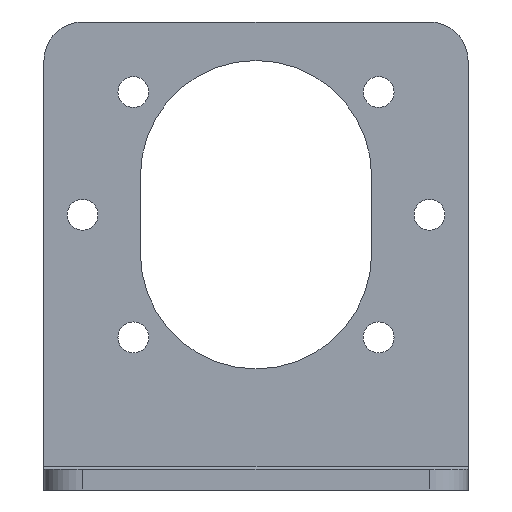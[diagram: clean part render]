
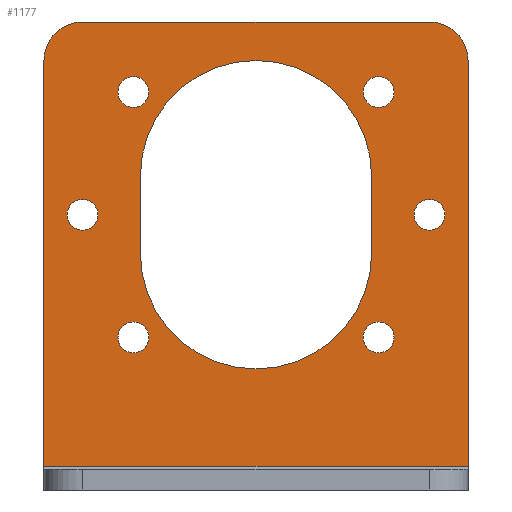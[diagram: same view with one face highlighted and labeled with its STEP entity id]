
A CAD part, front view. The second image highlights one B-rep face of the part: STEP entity #1177.
In plain terms, the highlighted planar face has unit normal (0, -1, 0).
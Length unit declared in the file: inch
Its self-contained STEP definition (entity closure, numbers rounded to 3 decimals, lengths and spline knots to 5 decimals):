
#5=DIRECTION('',(0.,0.,-1.));
#6=VECTOR('',#5,2.63);
#7=CARTESIAN_POINT('',(-1.375,-0.135,2.785));
#8=LINE('',#7,#6);
#121=DIRECTION('',(0.,0.,-1.));
#122=VECTOR('',#121,2.63);
#123=CARTESIAN_POINT('',(1.375,-0.135,2.785));
#124=LINE('',#123,#122);
#340=DIRECTION('',(1.,0.,0.));
#341=VECTOR('',#340,2.75);
#342=CARTESIAN_POINT('',(-1.375,-0.135,0.155));
#343=LINE('',#342,#341);
#349=DIRECTION('',(1.,0.,0.));
#350=VECTOR('',#349,2.25);
#351=CARTESIAN_POINT('',(-1.125,-0.135,3.035));
#352=LINE('',#351,#350);
#353=DIRECTION('',(0.,0.,-1.));
#354=VECTOR('',#353,0.5);
#355=CARTESIAN_POINT('',(0.75,-0.135,2.035));
#356=LINE('',#355,#354);
#357=CARTESIAN_POINT('',(0.,-0.135,2.035));
#358=DIRECTION('',(0.,1.,0.));
#359=DIRECTION('',(-1.,0.,0.));
#360=AXIS2_PLACEMENT_3D('',#357,#358,#359);
#362=DIRECTION('',(0.,0.,1.));
#363=VECTOR('',#362,0.5);
#364=CARTESIAN_POINT('',(-0.75,-0.135,1.535));
#365=LINE('',#364,#363);
#366=CARTESIAN_POINT('',(0.,-0.135,1.535));
#367=DIRECTION('',(0.,1.,0.));
#368=DIRECTION('',(1.,0.,0.));
#369=AXIS2_PLACEMENT_3D('',#366,#367,#368);
#371=CARTESIAN_POINT('',(-1.125,-0.135,1.785));
#372=DIRECTION('',(0.,1.,0.));
#373=DIRECTION('',(-1.,0.,0.));
#374=AXIS2_PLACEMENT_3D('',#371,#372,#373);
#376=CARTESIAN_POINT('',(-1.125,-0.135,1.785));
#377=DIRECTION('',(0.,1.,0.));
#378=DIRECTION('',(1.,0.,0.));
#379=AXIS2_PLACEMENT_3D('',#376,#377,#378);
#381=CARTESIAN_POINT('',(1.125,-0.135,1.785));
#382=DIRECTION('',(0.,1.,0.));
#383=DIRECTION('',(-1.,0.,0.));
#384=AXIS2_PLACEMENT_3D('',#381,#382,#383);
#386=CARTESIAN_POINT('',(1.125,-0.135,1.785));
#387=DIRECTION('',(0.,1.,0.));
#388=DIRECTION('',(1.,0.,0.));
#389=AXIS2_PLACEMENT_3D('',#386,#387,#388);
#391=CARTESIAN_POINT('',(0.7955,-0.135,2.5805));
#392=DIRECTION('',(0.,1.,0.));
#393=DIRECTION('',(-1.,0.,0.));
#394=AXIS2_PLACEMENT_3D('',#391,#392,#393);
#396=CARTESIAN_POINT('',(0.7955,-0.135,2.5805));
#397=DIRECTION('',(0.,1.,0.));
#398=DIRECTION('',(1.,0.,0.));
#399=AXIS2_PLACEMENT_3D('',#396,#397,#398);
#401=CARTESIAN_POINT('',(-0.7955,-0.135,2.5805));
#402=DIRECTION('',(0.,1.,0.));
#403=DIRECTION('',(-1.,0.,0.));
#404=AXIS2_PLACEMENT_3D('',#401,#402,#403);
#406=CARTESIAN_POINT('',(-0.7955,-0.135,2.5805));
#407=DIRECTION('',(0.,1.,0.));
#408=DIRECTION('',(1.,0.,0.));
#409=AXIS2_PLACEMENT_3D('',#406,#407,#408);
#411=CARTESIAN_POINT('',(-0.7955,-0.135,0.9895));
#412=DIRECTION('',(0.,1.,0.));
#413=DIRECTION('',(-1.,0.,0.));
#414=AXIS2_PLACEMENT_3D('',#411,#412,#413);
#416=CARTESIAN_POINT('',(-0.7955,-0.135,0.9895));
#417=DIRECTION('',(0.,1.,0.));
#418=DIRECTION('',(1.,0.,0.));
#419=AXIS2_PLACEMENT_3D('',#416,#417,#418);
#421=CARTESIAN_POINT('',(0.7955,-0.135,0.9895));
#422=DIRECTION('',(0.,1.,0.));
#423=DIRECTION('',(-1.,0.,0.));
#424=AXIS2_PLACEMENT_3D('',#421,#422,#423);
#426=CARTESIAN_POINT('',(0.7955,-0.135,0.9895));
#427=DIRECTION('',(0.,1.,0.));
#428=DIRECTION('',(1.,0.,0.));
#429=AXIS2_PLACEMENT_3D('',#426,#427,#428);
#444=CARTESIAN_POINT('',(-1.125,-0.135,2.785));
#445=DIRECTION('',(0.,-1.,0.));
#446=DIRECTION('',(0.,0.,1.));
#447=AXIS2_PLACEMENT_3D('',#444,#445,#446);
#457=CARTESIAN_POINT('',(1.125,-0.135,2.785));
#458=DIRECTION('',(0.,-1.,0.));
#459=DIRECTION('',(1.,0.,0.));
#460=AXIS2_PLACEMENT_3D('',#457,#458,#459);
#637=CARTESIAN_POINT('',(0.75,-0.135,2.035));
#638=CARTESIAN_POINT('',(0.75,-0.135,1.535));
#639=VERTEX_POINT('',#637);
#640=VERTEX_POINT('',#638);
#641=CARTESIAN_POINT('',(-0.75,-0.135,1.535));
#642=VERTEX_POINT('',#641);
#643=CARTESIAN_POINT('',(-0.75,-0.135,2.035));
#644=VERTEX_POINT('',#643);
#734=CARTESIAN_POINT('',(1.375,-0.135,2.785));
#736=VERTEX_POINT('',#734);
#737=CARTESIAN_POINT('',(1.125,-0.135,3.035));
#738=VERTEX_POINT('',#737);
#741=CARTESIAN_POINT('',(-1.375,-0.135,2.785));
#743=VERTEX_POINT('',#741);
#747=CARTESIAN_POINT('',(-1.125,-0.135,3.035));
#748=VERTEX_POINT('',#747);
#769=CARTESIAN_POINT('',(-1.375,-0.135,0.155));
#770=CARTESIAN_POINT('',(1.375,-0.135,0.155));
#771=VERTEX_POINT('',#769);
#772=VERTEX_POINT('',#770);
#781=CARTESIAN_POINT('',(-1.225,-0.135,1.785));
#782=CARTESIAN_POINT('',(-1.025,-0.135,1.785));
#783=VERTEX_POINT('',#781);
#784=VERTEX_POINT('',#782);
#785=CARTESIAN_POINT('',(1.025,-0.135,1.785));
#786=CARTESIAN_POINT('',(1.225,-0.135,1.785));
#787=VERTEX_POINT('',#785);
#788=VERTEX_POINT('',#786);
#789=CARTESIAN_POINT('',(0.6955,-0.135,2.5805));
#790=CARTESIAN_POINT('',(0.8955,-0.135,2.5805));
#791=VERTEX_POINT('',#789);
#792=VERTEX_POINT('',#790);
#793=CARTESIAN_POINT('',(-0.8955,-0.135,2.5805));
#794=CARTESIAN_POINT('',(-0.6955,-0.135,2.5805));
#795=VERTEX_POINT('',#793);
#796=VERTEX_POINT('',#794);
#797=CARTESIAN_POINT('',(-0.8955,-0.135,0.9895));
#798=CARTESIAN_POINT('',(-0.6955,-0.135,0.9895));
#799=VERTEX_POINT('',#797);
#800=VERTEX_POINT('',#798);
#801=CARTESIAN_POINT('',(0.6955,-0.135,0.9895));
#802=CARTESIAN_POINT('',(0.8955,-0.135,0.9895));
#803=VERTEX_POINT('',#801);
#804=VERTEX_POINT('',#802);
#1115=CARTESIAN_POINT('',(-1.375,-0.135,3.035));
#1116=DIRECTION('',(0.,-1.,0.));
#1117=DIRECTION('',(0.,0.,-1.));
#1118=AXIS2_PLACEMENT_3D('',#1115,#1116,#1117);
#1119=PLANE('',#1118);
#1120=ORIENTED_EDGE('',*,*,#1109,.F.);
#1121=ORIENTED_EDGE('',*,*,#840,.F.);
#1123=ORIENTED_EDGE('',*,*,#1122,.F.);
#1125=ORIENTED_EDGE('',*,*,#1124,.T.);
#1127=ORIENTED_EDGE('',*,*,#1126,.F.);
#1128=ORIENTED_EDGE('',*,*,#946,.T.);
#1129=EDGE_LOOP('',(#1120,#1121,#1123,#1125,#1127,#1128));
#1130=FACE_OUTER_BOUND('',#1129,.F.);
#1132=ORIENTED_EDGE('',*,*,#1131,.F.);
#1134=ORIENTED_EDGE('',*,*,#1133,.F.);
#1136=ORIENTED_EDGE('',*,*,#1135,.F.);
#1138=ORIENTED_EDGE('',*,*,#1137,.F.);
#1139=EDGE_LOOP('',(#1132,#1134,#1136,#1138));
#1140=FACE_BOUND('',#1139,.F.);
#1142=ORIENTED_EDGE('',*,*,#1141,.F.);
#1144=ORIENTED_EDGE('',*,*,#1143,.F.);
#1145=EDGE_LOOP('',(#1142,#1144));
#1146=FACE_BOUND('',#1145,.F.);
#1148=ORIENTED_EDGE('',*,*,#1147,.F.);
#1150=ORIENTED_EDGE('',*,*,#1149,.F.);
#1151=EDGE_LOOP('',(#1148,#1150));
#1152=FACE_BOUND('',#1151,.F.);
#1154=ORIENTED_EDGE('',*,*,#1153,.F.);
#1156=ORIENTED_EDGE('',*,*,#1155,.F.);
#1157=EDGE_LOOP('',(#1154,#1156));
#1158=FACE_BOUND('',#1157,.F.);
#1160=ORIENTED_EDGE('',*,*,#1159,.F.);
#1162=ORIENTED_EDGE('',*,*,#1161,.F.);
#1163=EDGE_LOOP('',(#1160,#1162));
#1164=FACE_BOUND('',#1163,.F.);
#1166=ORIENTED_EDGE('',*,*,#1165,.F.);
#1168=ORIENTED_EDGE('',*,*,#1167,.F.);
#1169=EDGE_LOOP('',(#1166,#1168));
#1170=FACE_BOUND('',#1169,.F.);
#1172=ORIENTED_EDGE('',*,*,#1171,.F.);
#1174=ORIENTED_EDGE('',*,*,#1173,.F.);
#1175=EDGE_LOOP('',(#1172,#1174));
#1176=FACE_BOUND('',#1175,.F.);
#1177=ADVANCED_FACE('',(#1130,#1140,#1146,#1152,#1158,#1164,#1170,#1176),#1119,
.T.);
#361=CIRCLE('',#360,0.75);
#370=CIRCLE('',#369,0.75);
#375=CIRCLE('',#374,0.1);
#380=CIRCLE('',#379,0.1);
#385=CIRCLE('',#384,0.1);
#390=CIRCLE('',#389,0.1);
#395=CIRCLE('',#394,0.1);
#400=CIRCLE('',#399,0.1);
#405=CIRCLE('',#404,0.1);
#410=CIRCLE('',#409,0.1);
#415=CIRCLE('',#414,0.1);
#420=CIRCLE('',#419,0.1);
#425=CIRCLE('',#424,0.1);
#430=CIRCLE('',#429,0.1);
#448=CIRCLE('',#447,0.25);
#461=CIRCLE('',#460,0.25);
#840=EDGE_CURVE('',#743,#771,#8,.T.);
#946=EDGE_CURVE('',#736,#772,#124,.T.);
#1109=EDGE_CURVE('',#771,#772,#343,.T.);
#1122=EDGE_CURVE('',#748,#743,#448,.T.);
#1124=EDGE_CURVE('',#748,#738,#352,.T.);
#1126=EDGE_CURVE('',#736,#738,#461,.T.);
#1131=EDGE_CURVE('',#639,#640,#356,.T.);
#1133=EDGE_CURVE('',#644,#639,#361,.T.);
#1135=EDGE_CURVE('',#642,#644,#365,.T.);
#1137=EDGE_CURVE('',#640,#642,#370,.T.);
#1141=EDGE_CURVE('',#783,#784,#375,.T.);
#1143=EDGE_CURVE('',#784,#783,#380,.T.);
#1147=EDGE_CURVE('',#787,#788,#385,.T.);
#1149=EDGE_CURVE('',#788,#787,#390,.T.);
#1153=EDGE_CURVE('',#791,#792,#395,.T.);
#1155=EDGE_CURVE('',#792,#791,#400,.T.);
#1159=EDGE_CURVE('',#795,#796,#405,.T.);
#1161=EDGE_CURVE('',#796,#795,#410,.T.);
#1165=EDGE_CURVE('',#799,#800,#415,.T.);
#1167=EDGE_CURVE('',#800,#799,#420,.T.);
#1171=EDGE_CURVE('',#803,#804,#425,.T.);
#1173=EDGE_CURVE('',#804,#803,#430,.T.);
